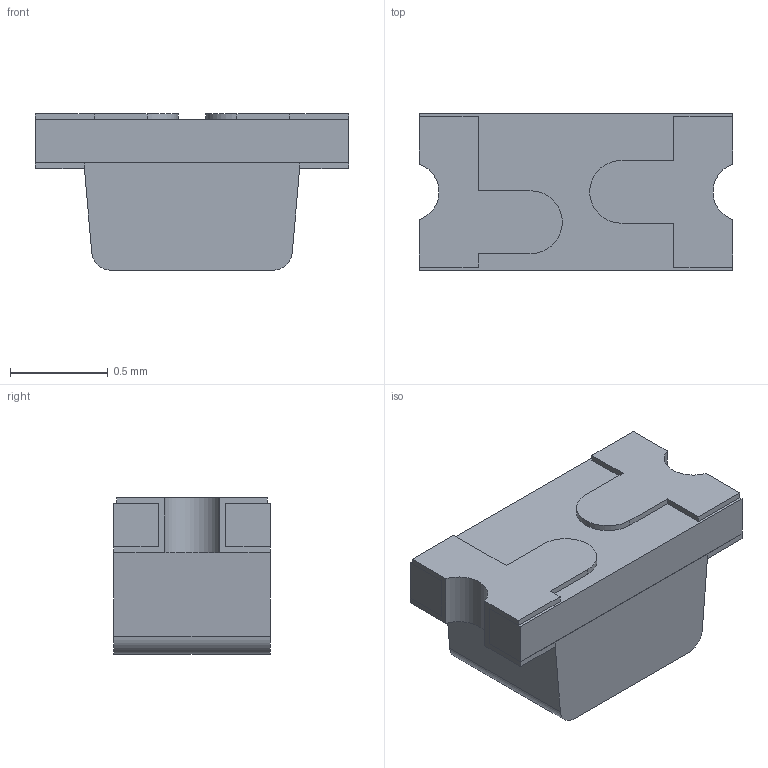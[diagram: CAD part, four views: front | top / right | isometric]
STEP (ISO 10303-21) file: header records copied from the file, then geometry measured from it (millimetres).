
FILE_DESCRIPTION(/* description */ ('Platine'),/* implementation_level */ '2;1');
FILE_NAME(/* name */ '6.541-5094.01-4.stp',/* time_stamp */ '2018-06-26T12:06:51+02:00',/* author */ ('nscholl'),/* organization */ (''),/* preprocessor_version */ 'ST-DEVELOPER v16.1',/* originating_system */ 'Autodesk Inventor 2016',/* authorisation */ '');
FILE_SCHEMA (('AUTOMOTIVE_DESIGN { 1 0 10303 214 3 1 1 }'));
Length unit declared in the file: millimetre
Products named in the file (6): 2.200-5178-3D-2; 2.200-5181-3D-2; 2.200-5181-3D-3; 2.200-5181-3D-1; 6.541-5094-3D-2; 6.541-5094-3D-1
Assembly tree (5 placements, depth 3):
  6.541-5094-3D-1
    2.200-5181-3D-1
      2.200-5178-3D-2
      2.200-5181-3D-2
      2.200-5181-3D-3
    6.541-5094-3D-2
Bounding box: 1.6 x 0.8 x 0.8 mm (x, y, z)
Volume: 0.8 mm3; surface area: 9.9 mm2
Topology: 4 solids, 4 shells, 56 faces, 144 edges, 96 vertices
Faces by surface type: plane 46, cylinder 10
Entity records: 1829 total; most frequent: CARTESIAN_POINT 307, DIRECTION 298, ORIENTED_EDGE 288, EDGE_CURVE 144, LINE 124, VECTOR 124, VERTEX_POINT 96, AXIS2_PLACEMENT_3D 87
